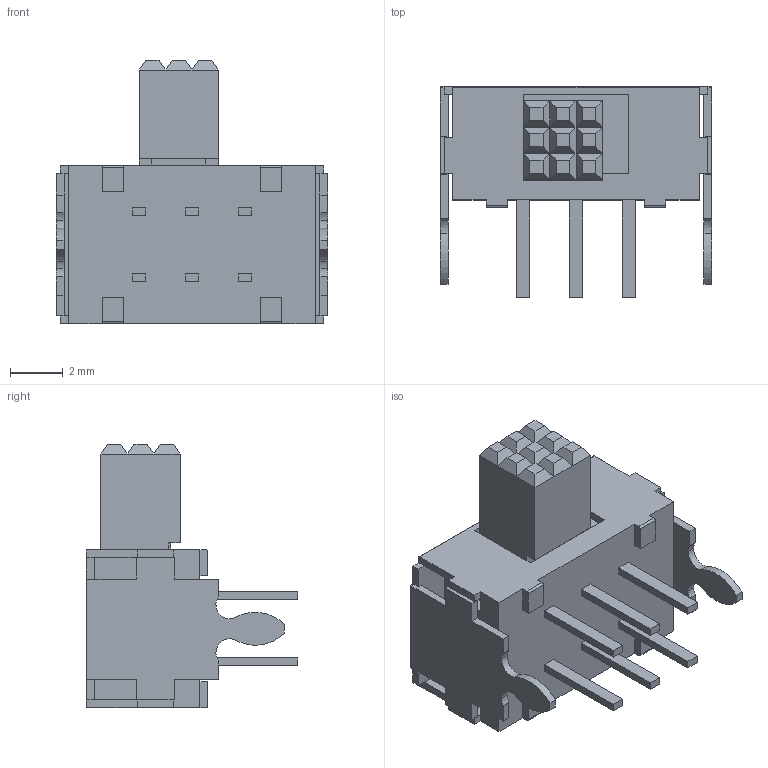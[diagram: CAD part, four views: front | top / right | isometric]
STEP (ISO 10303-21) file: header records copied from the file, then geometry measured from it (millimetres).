
FILE_DESCRIPTION (( 'STEP AP214' ), '1' );
FILE_NAME ('EG2208.STEP', '2022-07-25T11:09:28', ( '' ), ( '' ), 'SwSTEP 2.0', 'SolidWorks 2017', '' );
FILE_SCHEMA (( 'AUTOMOTIVE_DESIGN' ));
Length unit declared in the file: millimetre
Products named in the file (2): EG2208
Assembly tree (1 placements, depth 2):
  EG2208
    EG2208
Bounding box: 10.3 x 8 x 10 mm (x, y, z)
Volume: 222.3 mm3; surface area: 611.3 mm2
Topology: 1 solids, 1 shells, 254 faces, 692 edges, 442 vertices
Faces by surface type: plane 232, cylinder 22
Entity records: 7906 total; most frequent: CARTESIAN_POINT 1392, ORIENTED_EDGE 1384, DIRECTION 1252, EDGE_CURVE 692, VECTOR 648, LINE 648, VERTEX_POINT 442, AXIS2_PLACEMENT_3D 302
